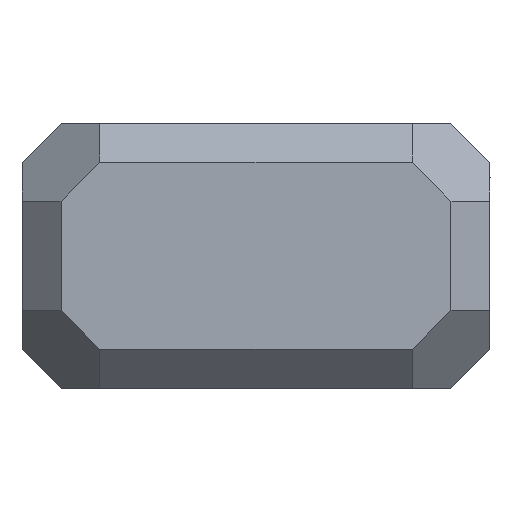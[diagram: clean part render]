
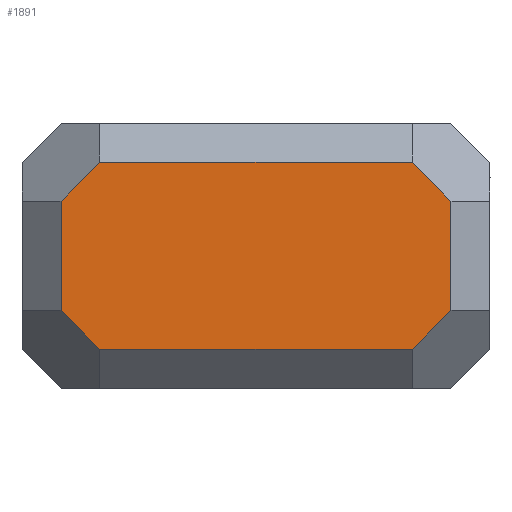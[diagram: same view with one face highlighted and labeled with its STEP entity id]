
A CAD part, top view. The second image highlights one B-rep face of the part: STEP entity #1891.
In plain terms, the highlighted planar face has unit normal (0, 0, 1).
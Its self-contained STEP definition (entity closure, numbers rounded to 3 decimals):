
#193=FACE_OUTER_BOUND('',#301,.T.);
#301=EDGE_LOOP('',(#1673,#1674,#1675,#1676,#1677,#1678,#1679,#1680));
#469=LINE('',#3116,#649);
#488=LINE('',#3243,#668);
#493=LINE('',#3252,#673);
#513=LINE('',#3370,#693);
#518=LINE('',#3379,#698);
#535=LINE('',#3502,#715);
#542=LINE('',#3515,#722);
#545=LINE('',#3519,#725);
#649=VECTOR('',#2297,10.);
#668=VECTOR('',#2350,10.);
#673=VECTOR('',#2359,10.);
#693=VECTOR('',#2397,10.);
#698=VECTOR('',#2406,10.);
#715=VECTOR('',#2463,10.);
#722=VECTOR('',#2474,10.);
#725=VECTOR('',#2479,10.);
#827=VERTEX_POINT('',#3113);
#828=VERTEX_POINT('',#3115);
#849=VERTEX_POINT('',#3240);
#850=VERTEX_POINT('',#3242);
#871=VERTEX_POINT('',#3367);
#872=VERTEX_POINT('',#3369);
#890=VERTEX_POINT('',#3499);
#891=VERTEX_POINT('',#3501);
#1051=EDGE_CURVE('',#828,#827,#469,.T.);
#1084=EDGE_CURVE('',#849,#850,#488,.T.);
#1089=EDGE_CURVE('',#849,#828,#493,.T.);
#1118=EDGE_CURVE('',#871,#872,#513,.T.);
#1123=EDGE_CURVE('',#872,#827,#518,.T.);
#1154=EDGE_CURVE('',#891,#890,#535,.T.);
#1161=EDGE_CURVE('',#891,#871,#542,.T.);
#1164=EDGE_CURVE('',#890,#850,#545,.T.);
#1673=ORIENTED_EDGE('',*,*,#1164,.T.);
#1674=ORIENTED_EDGE('',*,*,#1084,.F.);
#1675=ORIENTED_EDGE('',*,*,#1089,.T.);
#1676=ORIENTED_EDGE('',*,*,#1051,.T.);
#1677=ORIENTED_EDGE('',*,*,#1123,.F.);
#1678=ORIENTED_EDGE('',*,*,#1118,.F.);
#1679=ORIENTED_EDGE('',*,*,#1161,.F.);
#1680=ORIENTED_EDGE('',*,*,#1154,.T.);
#1784=PLANE('',#2046);
#1891=ADVANCED_FACE('',(#193),#1784,.F.);
#2046=AXIS2_PLACEMENT_3D('',#3522,#2483,#2484);
#2297=DIRECTION('',(0.707,-0.707,0.));
#2350=DIRECTION('',(0.707,0.707,0.));
#2359=DIRECTION('',(0.,-1.,0.));
#2397=DIRECTION('',(-0.707,-0.707,0.));
#2406=DIRECTION('',(-1.,0.,0.));
#2463=DIRECTION('',(-0.707,0.707,0.));
#2474=DIRECTION('',(0.,-1.,0.));
#2479=DIRECTION('',(-1.,0.,0.));
#2483=DIRECTION('center_axis',(0.,0.,-1.));
#2484=DIRECTION('ref_axis',(-1.,0.,0.));
#3113=CARTESIAN_POINT('',(-20.001,-12.,17.));
#3115=CARTESIAN_POINT('',(-25.,-7.001,17.));
#3116=CARTESIAN_POINT('',(-19.625,-12.375,17.));
#3240=CARTESIAN_POINT('',(-25.,7.001,17.));
#3242=CARTESIAN_POINT('',(-20.001,12.,17.));
#3243=CARTESIAN_POINT('',(-19.625,12.375,17.));
#3252=CARTESIAN_POINT('',(-25.,-12.75,17.));
#3367=CARTESIAN_POINT('',(25.,-7.001,17.));
#3369=CARTESIAN_POINT('',(20.001,-12.,17.));
#3370=CARTESIAN_POINT('',(19.625,-12.375,17.));
#3379=CARTESIAN_POINT('',(7.5,-12.,17.));
#3499=CARTESIAN_POINT('',(20.001,12.,17.));
#3501=CARTESIAN_POINT('',(25.,7.001,17.));
#3502=CARTESIAN_POINT('',(19.625,12.375,17.));
#3515=CARTESIAN_POINT('',(25.,-12.75,17.));
#3519=CARTESIAN_POINT('',(7.5,12.,17.));
#3522=CARTESIAN_POINT('Origin',(15.,8.5,17.));
